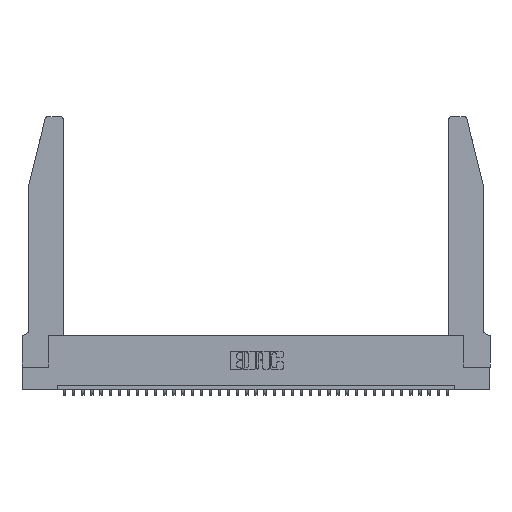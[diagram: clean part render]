
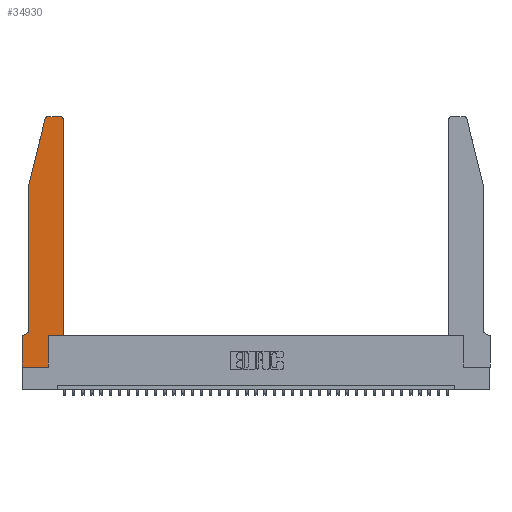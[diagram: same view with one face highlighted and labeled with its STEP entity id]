
A CAD part, top view. The second image highlights one B-rep face of the part: STEP entity #34930.
In plain terms, the highlighted planar face has unit normal (0, 0, 1).
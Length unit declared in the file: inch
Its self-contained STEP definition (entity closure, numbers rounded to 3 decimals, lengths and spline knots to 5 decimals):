
#267 = VERTEX_POINT ( 'NONE', #32095 ) ;
#526 = EDGE_CURVE ( 'NONE', #20676, #26557, #25852, .T. ) ;
#589 = EDGE_CURVE ( 'NONE', #1111, #8268, #6495, .T. ) ;
#658 = ORIENTED_EDGE ( 'NONE', *, *, #589, .T. ) ;
#877 = VERTEX_POINT ( 'NONE', #21567 ) ;
#1111 = VERTEX_POINT ( 'NONE', #14465 ) ;
#1894 = CARTESIAN_POINT ( 'NONE',  ( 0.2605, 2.75, 0.37 ) ) ;
#2461 = DIRECTION ( 'NONE',  ( 0., 0., -1. ) ) ;
#2586 = DIRECTION ( 'NONE',  ( 0., 1., 0. ) ) ;
#3023 = CARTESIAN_POINT ( 'NONE',  ( 0., 0., 0.37 ) ) ;
#3410 = DIRECTION ( 'NONE',  ( 0., 1., 0. ) ) ;
#3711 = CARTESIAN_POINT ( 'NONE',  ( 0.0055, 0.42, 0.37 ) ) ;
#4194 = CARTESIAN_POINT ( 'NONE',  ( 0.4505, 0.35, 0.37 ) ) ;
#4274 = LINE ( 'NONE', #25882, #31199 ) ;
#4574 = CARTESIAN_POINT ( 'NONE',  ( 0.4205, 2.75, 0.37 ) ) ;
#5012 = CARTESIAN_POINT ( 'NONE',  ( 0.0755, 2., 0.37 ) ) ;
#5165 = CARTESIAN_POINT ( 'NONE',  ( 0.284, 2.75, 0.37 ) ) ;
#5306 = CIRCLE ( 'NONE', #30023, 0.03 ) ;
#5367 = CARTESIAN_POINT ( 'NONE',  ( 0.4205, 2.72, 0.37 ) ) ;
#5918 = PLANE ( 'NONE',  #20693 ) ;
#6073 = VECTOR ( 'NONE', #21109, 39.37008 ) ;
#6495 = LINE ( 'NONE', #7623, #27225 ) ;
#6747 = VERTEX_POINT ( 'NONE', #9764 ) ;
#7003 = LINE ( 'NONE', #24677, #13375 ) ;
#7010 = CARTESIAN_POINT ( 'NONE',  ( 0., 0., 0.37 ) ) ;
#7623 = CARTESIAN_POINT ( 'NONE',  ( 0., 0., 0.37 ) ) ;
#8233 = VECTOR ( 'NONE', #3410, 39.37008 ) ;
#8268 = VERTEX_POINT ( 'NONE', #3023 ) ;
#8650 = LINE ( 'NONE', #19665, #31145 ) ;
#8671 = DIRECTION ( 'NONE',  ( -1., 0., 0. ) ) ;
#8720 = ORIENTED_EDGE ( 'NONE', *, *, #9856, .T. ) ;
#9638 = EDGE_CURVE ( 'NONE', #25118, #6747, #33834, .T. ) ;
#9764 = CARTESIAN_POINT ( 'NONE',  ( 0.0055, 0.35, 0.37 ) ) ;
#9775 = CARTESIAN_POINT ( 'NONE',  ( 0.0755, 2., 0.37 ) ) ;
#9845 = CARTESIAN_POINT ( 'NONE',  ( 0.0755, 0.42, 0.37 ) ) ;
#9856 = EDGE_CURVE ( 'NONE', #25147, #18255, #19065, .T. ) ;
#10557 = VECTOR ( 'NONE', #22090, 39.37008 ) ;
#10642 = ORIENTED_EDGE ( 'NONE', *, *, #526, .T. ) ;
#11692 = DIRECTION ( 'NONE',  ( 1., 0., 0. ) ) ;
#13249 = CARTESIAN_POINT ( 'NONE',  ( 0.4505, 2.72, 0.37 ) ) ;
#13375 = VECTOR ( 'NONE', #27329, 39.37008 ) ;
#13605 = CARTESIAN_POINT ( 'NONE',  ( 0.25487, 2.72718, 0.37 ) ) ;
#14384 = VERTEX_POINT ( 'NONE', #5012 ) ;
#14465 = CARTESIAN_POINT ( 'NONE',  ( 0., 0.35, 0.37 ) ) ;
#14590 = EDGE_CURVE ( 'NONE', #19995, #14384, #24097, .T. ) ;
#14610 = ORIENTED_EDGE ( 'NONE', *, *, #9638, .T. ) ;
#14777 = ORIENTED_EDGE ( 'NONE', *, *, #15894, .T. ) ;
#15101 = DIRECTION ( 'NONE',  ( -0.239, -0.971, 0. ) ) ;
#15405 = DIRECTION ( 'NONE',  ( 0., 0., 1. ) ) ;
#15894 = EDGE_CURVE ( 'NONE', #14384, #25118, #4274, .T. ) ;
#16043 = AXIS2_PLACEMENT_3D ( 'NONE', #5367, #28329, #31192 ) ;
#16205 = LINE ( 'NONE', #25801, #30520 ) ;
#16440 = ORIENTED_EDGE ( 'NONE', *, *, #16975, .T. ) ;
#16489 = VECTOR ( 'NONE', #15101, 39.37008 ) ;
#16975 = EDGE_CURVE ( 'NONE', #18255, #20676, #27123, .T. ) ;
#17623 = EDGE_CURVE ( 'NONE', #877, #25147, #7003, .T. ) ;
#18255 = VERTEX_POINT ( 'NONE', #13249 ) ;
#19065 = LINE ( 'NONE', #23904, #8233 ) ;
#19256 = EDGE_CURVE ( 'NONE', #8268, #267, #21390, .T. ) ;
#19665 = CARTESIAN_POINT ( 'NONE',  ( 0.2865, 0.35, 0.37 ) ) ;
#19995 = VERTEX_POINT ( 'NONE', #13605 ) ;
#20658 = EDGE_CURVE ( 'NONE', #26557, #19995, #5306, .T. ) ;
#20676 = VERTEX_POINT ( 'NONE', #4574 ) ;
#20693 = AXIS2_PLACEMENT_3D ( 'NONE', #26023, #28857, #11692 ) ;
#21109 = DIRECTION ( 'NONE',  ( 1., 0., 0. ) ) ;
#21390 = LINE ( 'NONE', #7010, #6073 ) ;
#21567 = CARTESIAN_POINT ( 'NONE',  ( 0.2865, 0.35, 0.37 ) ) ;
#21883 = ORIENTED_EDGE ( 'NONE', *, *, #19256, .T. ) ;
#22090 = DIRECTION ( 'NONE',  ( -1., 0., 0. ) ) ;
#23100 = DIRECTION ( 'NONE',  ( 0., -1., 0. ) ) ;
#23761 = ORIENTED_EDGE ( 'NONE', *, *, #31883, .T. ) ;
#23904 = CARTESIAN_POINT ( 'NONE',  ( 0.4505, 0.35, 0.37 ) ) ;
#24097 = LINE ( 'NONE', #9775, #16489 ) ;
#24677 = CARTESIAN_POINT ( 'NONE',  ( 0.4505, 0.35, 0.37 ) ) ;
#24835 = EDGE_LOOP ( 'NONE', ( #10642, #29675, #29425, #14777, #14610, #23761, #658, #21883, #32515, #34848, #8720, #16440 ) ) ;
#25118 = VERTEX_POINT ( 'NONE', #9845 ) ;
#25147 = VERTEX_POINT ( 'NONE', #4194 ) ;
#25801 = CARTESIAN_POINT ( 'NONE',  ( 0.0755, 0.35, 0.37 ) ) ;
#25852 = LINE ( 'NONE', #1894, #10557 ) ;
#25882 = CARTESIAN_POINT ( 'NONE',  ( 0.0755, 2., 0.37 ) ) ;
#26023 = CARTESIAN_POINT ( 'NONE',  ( 0., 0.35, 0.37 ) ) ;
#26557 = VERTEX_POINT ( 'NONE', #5165 ) ;
#27066 = DIRECTION ( 'NONE',  ( -1., 0., 0. ) ) ;
#27123 = CIRCLE ( 'NONE', #16043, 0.03 ) ;
#27225 = VECTOR ( 'NONE', #30716, 39.37008 ) ;
#27329 = DIRECTION ( 'NONE',  ( 1., 0., 0. ) ) ;
#27933 = FACE_OUTER_BOUND ( 'NONE', #24835, .T. ) ;
#28329 = DIRECTION ( 'NONE',  ( 0., 0., 1. ) ) ;
#28857 = DIRECTION ( 'NONE',  ( 0., 0., 1. ) ) ;
#29425 = ORIENTED_EDGE ( 'NONE', *, *, #14590, .T. ) ;
#29675 = ORIENTED_EDGE ( 'NONE', *, *, #20658, .T. ) ;
#29738 = EDGE_CURVE ( 'NONE', #267, #877, #8650, .T. ) ;
#30023 = AXIS2_PLACEMENT_3D ( 'NONE', #32658, #15405, #35133 ) ;
#30520 = VECTOR ( 'NONE', #8671, 39.37008 ) ;
#30716 = DIRECTION ( 'NONE',  ( 0., -1., 0. ) ) ;
#31145 = VECTOR ( 'NONE', #2586, 39.37008 ) ;
#31192 = DIRECTION ( 'NONE',  ( 1., 0., 0. ) ) ;
#31199 = VECTOR ( 'NONE', #23100, 39.37008 ) ;
#31883 = EDGE_CURVE ( 'NONE', #6747, #1111, #16205, .T. ) ;
#32095 = CARTESIAN_POINT ( 'NONE',  ( 0.2865, 0., 0.37 ) ) ;
#32515 = ORIENTED_EDGE ( 'NONE', *, *, #29738, .T. ) ;
#32658 = CARTESIAN_POINT ( 'NONE',  ( 0.284, 2.72, 0.37 ) ) ;
#33834 = CIRCLE ( 'NONE', #35292, 0.07 ) ;
#34848 = ORIENTED_EDGE ( 'NONE', *, *, #17623, .T. ) ;
#34930 = ADVANCED_FACE ( 'NONE', ( #27933 ), #5918, .T. ) ;
#35133 = DIRECTION ( 'NONE',  ( 1., 0., 0. ) ) ;
#35292 = AXIS2_PLACEMENT_3D ( 'NONE', #3711, #2461, #27066 ) ;
